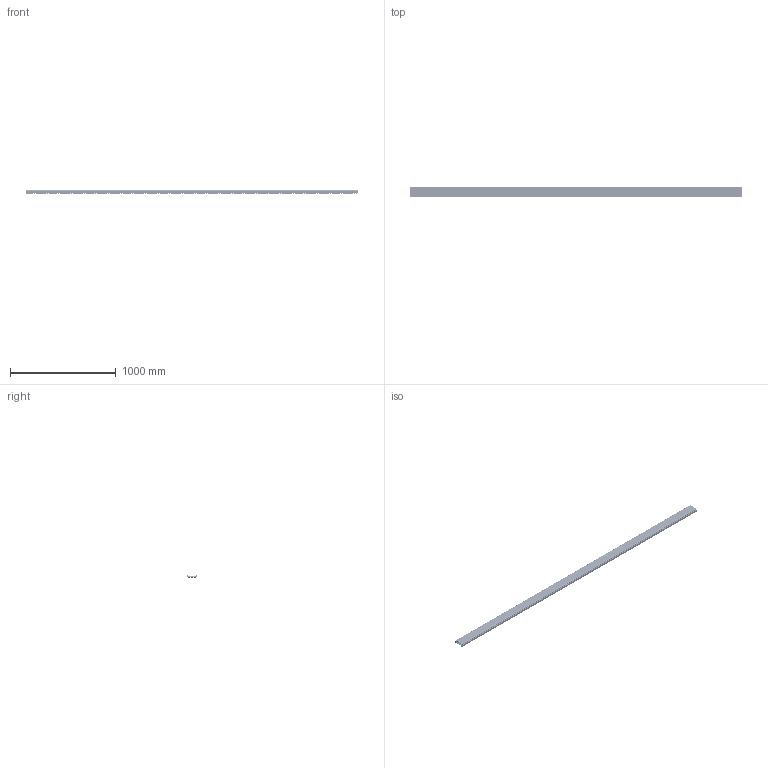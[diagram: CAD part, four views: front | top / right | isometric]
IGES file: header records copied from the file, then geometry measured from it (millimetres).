
Start section:  PTC IGES file: s012862890.igs
Global section: file name: s012862890.igs; native system: Pro/ENGINEER by Parametric Technology Corporation; preprocessor: 2005310; author: Andrea.Castagnoli; organization: Unknown; date: 070219.160225; units: millimetre
Bounding box: 3141 x 99 x 34.5 mm (x, y, z)
Volume: 3817875.1 mm3; surface area: 1747797.7 mm2
Topology: 1 solids, 1 shells, 3606 faces, 7590 edges, 5060 vertices
Faces by surface type: revolution 2510, bspline 1096
